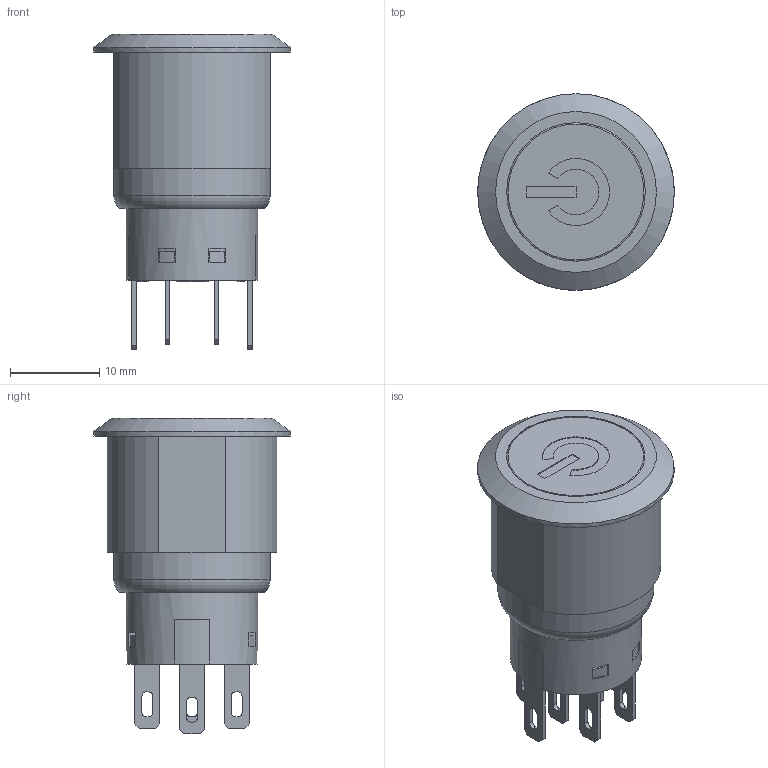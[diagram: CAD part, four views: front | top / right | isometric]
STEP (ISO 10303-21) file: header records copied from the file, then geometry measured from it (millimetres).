
FILE_DESCRIPTION(/* description */ (' '),/* implementation_level */ '2;1');
FILE_NAME(/* name */ 'ULV4F2Gxx5xx.stp',/* time_stamp */ '2023-03-30T09:48:19-05:00',/* author */ ('mwilliams'),/* organization */ (' '),/* preprocessor_version */ 'ST-DEVELOPER v18',/* originating_system */ 'Autodesk Inventor 2020',/* authorisation */ ' ');
FILE_SCHEMA (('AUTOMOTIVE_DESIGN { 1 0 10303 214 3 1 1 }'));
Length unit declared in the file: millimetre
Products named in the file (1): ULV4F2Gxx5xx
Bounding box: 22 x 22 x 35.3 mm (x, y, z)
Volume: 6250.1 mm3; surface area: 3384.7 mm2
Topology: 1 solids, 1 shells, 305 faces, 867 edges, 571 vertices
Faces by surface type: plane 207, cylinder 49, bspline 46, torus 2, cone 1
Full cylindrical faces by diameter (mm): 13.3 x1, 14.7 x1, 15.5 x1, 17.5 x1, 22 x1
Entity records: 10238 total; most frequent: CARTESIAN_POINT 2342, ORIENTED_EDGE 1734, DIRECTION 1464, EDGE_CURVE 867, LINE 606, VECTOR 606, VERTEX_POINT 571, AXIS2_PLACEMENT_3D 429
